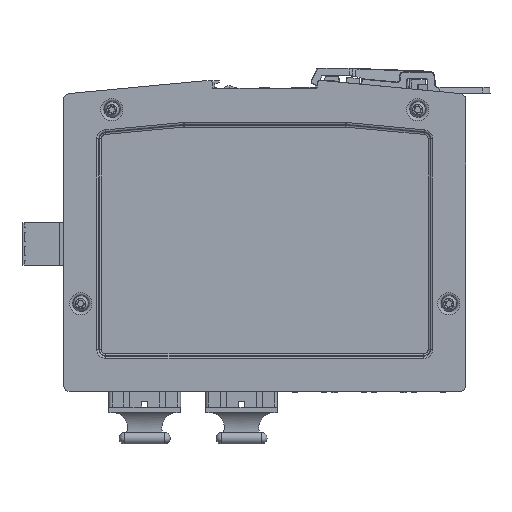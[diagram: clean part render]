
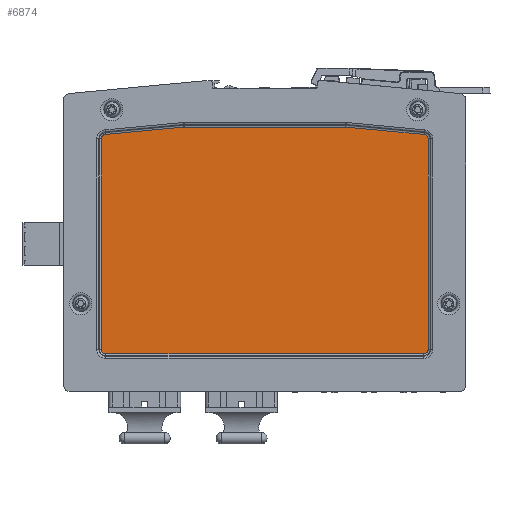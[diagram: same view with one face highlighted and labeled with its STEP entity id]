
A CAD part, top view. The second image highlights one B-rep face of the part: STEP entity #6874.
In plain terms, the highlighted planar face has unit normal (0, 0, 1).
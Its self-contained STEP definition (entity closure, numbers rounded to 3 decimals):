
#4159=CIRCLE('',#61735,1.586);
#4161=CIRCLE('',#61738,1.586);
#4166=CIRCLE('',#61746,1.586);
#4168=CIRCLE('',#61749,1.586);
#4173=CIRCLE('',#61757,1.586);
#4175=CIRCLE('',#61760,1.586);
#6874=ADVANCED_FACE('',(#11554),#9124,.T.);
#9124=PLANE('',#61769);
#11554=FACE_OUTER_BOUND('',#14934,.T.);
#14934=EDGE_LOOP('',(#28444,#28445,#28446,#28447,#28448,#28449,#28450,#28451,
#28452,#28453,#28454,#28455));
#28444=ORIENTED_EDGE('',*,*,#44957,.F.);
#28445=ORIENTED_EDGE('',*,*,#44961,.F.);
#28446=ORIENTED_EDGE('',*,*,#44966,.F.);
#28447=ORIENTED_EDGE('',*,*,#44971,.F.);
#28448=ORIENTED_EDGE('',*,*,#44976,.F.);
#28449=ORIENTED_EDGE('',*,*,#44981,.F.);
#28450=ORIENTED_EDGE('',*,*,#44983,.F.);
#28451=ORIENTED_EDGE('',*,*,#44979,.F.);
#28452=ORIENTED_EDGE('',*,*,#44974,.F.);
#28453=ORIENTED_EDGE('',*,*,#44969,.F.);
#28454=ORIENTED_EDGE('',*,*,#44964,.F.);
#28455=ORIENTED_EDGE('',*,*,#44959,.F.);
#37330=VERTEX_POINT('',#109734);
#37331=VERTEX_POINT('',#109736);
#37332=VERTEX_POINT('',#109740);
#37334=VERTEX_POINT('',#109745);
#37335=VERTEX_POINT('',#109750);
#37337=VERTEX_POINT('',#109755);
#37338=VERTEX_POINT('',#109760);
#37340=VERTEX_POINT('',#109765);
#37341=VERTEX_POINT('',#109770);
#37343=VERTEX_POINT('',#109775);
#37344=VERTEX_POINT('',#109780);
#37346=VERTEX_POINT('',#109785);
#44957=EDGE_CURVE('',#37331,#37330,#51337,.T.);
#44959=EDGE_CURVE('',#37330,#37332,#4159,.T.);
#44961=EDGE_CURVE('',#37334,#37331,#4161,.T.);
#44964=EDGE_CURVE('',#37332,#37335,#51338,.T.);
#44966=EDGE_CURVE('',#37337,#37334,#51339,.T.);
#44969=EDGE_CURVE('',#37335,#37338,#4166,.T.);
#44971=EDGE_CURVE('',#37340,#37337,#4168,.T.);
#44974=EDGE_CURVE('',#37338,#37341,#51341,.T.);
#44976=EDGE_CURVE('',#37343,#37340,#51342,.T.);
#44979=EDGE_CURVE('',#37341,#37344,#4173,.T.);
#44981=EDGE_CURVE('',#37346,#37343,#4175,.T.);
#44983=EDGE_CURVE('',#37344,#37346,#51344,.T.);
#51337=LINE('',#109737,#57136);
#51338=LINE('',#109751,#57137);
#51339=LINE('',#109756,#57138);
#51341=LINE('',#109771,#57140);
#51342=LINE('',#109776,#57141);
#51344=LINE('',#109789,#57143);
#57136=VECTOR('',#74295,1.);
#57137=VECTOR('',#74314,1.);
#57138=VECTOR('',#74319,1.);
#57140=VECTOR('',#74339,1.);
#57141=VECTOR('',#74344,1.);
#57143=VECTOR('',#74362,1.);
#61735=AXIS2_PLACEMENT_3D('',#109741,#74300,#74301);
#61738=AXIS2_PLACEMENT_3D('',#109746,#74306,#74307);
#61746=AXIS2_PLACEMENT_3D('',#109761,#74325,#74326);
#61749=AXIS2_PLACEMENT_3D('',#109766,#74331,#74332);
#61757=AXIS2_PLACEMENT_3D('',#109781,#74350,#74351);
#61760=AXIS2_PLACEMENT_3D('',#109786,#74356,#74357);
#61769=AXIS2_PLACEMENT_3D('',#109802,#74381,#74382);
#74295=DIRECTION('',(0.,-1.,0.));
#74300=DIRECTION('',(0.,0.,-1.));
#74301=DIRECTION('',(0.707,-0.707,0.));
#74306=DIRECTION('',(0.,0.,-1.));
#74307=DIRECTION('',(0.74,0.673,0.));
#74314=DIRECTION('',(-1.,0.,0.));
#74319=DIRECTION('',(0.996,-0.094,0.));
#74325=DIRECTION('',(0.,0.,-1.));
#74326=DIRECTION('',(-0.707,-0.707,0.));
#74331=DIRECTION('',(0.,0.,-1.));
#74332=DIRECTION('',(0.047,0.999,0.));
#74339=DIRECTION('',(0.,1.,0.));
#74344=DIRECTION('',(1.,0.,0.));
#74350=DIRECTION('',(0.,0.,-1.));
#74351=DIRECTION('',(-0.74,0.673,0.));
#74356=DIRECTION('',(0.,0.,-1.));
#74357=DIRECTION('',(-0.047,0.999,0.));
#74362=DIRECTION('',(0.996,0.094,0.));
#74381=DIRECTION('',(0.,0.,1.));
#74382=DIRECTION('',(1.,0.,0.));
#109734=CARTESIAN_POINT('',(57.686,-38.1,23.2));
#109736=CARTESIAN_POINT('',(57.686,36.188,23.2));
#109737=CARTESIAN_POINT('',(57.686,36.188,23.2));
#109740=CARTESIAN_POINT('',(56.1,-39.686,23.2));
#109741=CARTESIAN_POINT('',(56.1,-38.1,23.2));
#109745=CARTESIAN_POINT('',(56.249,37.767,23.2));
#109746=CARTESIAN_POINT('',(56.1,36.188,23.2));
#109750=CARTESIAN_POINT('',(-56.1,-39.686,23.2));
#109751=CARTESIAN_POINT('',(56.1,-39.686,23.2));
#109755=CARTESIAN_POINT('',(28.62,40.379,23.2));
#109756=CARTESIAN_POINT('',(28.62,40.379,23.2));
#109760=CARTESIAN_POINT('',(-57.686,-38.1,23.2));
#109761=CARTESIAN_POINT('',(-56.1,-38.1,23.2));
#109765=CARTESIAN_POINT('',(28.47,40.386,23.2));
#109766=CARTESIAN_POINT('',(28.47,38.8,23.2));
#109770=CARTESIAN_POINT('',(-57.686,36.188,23.2));
#109771=CARTESIAN_POINT('',(-57.686,-38.1,23.2));
#109775=CARTESIAN_POINT('',(-28.47,40.386,23.2));
#109776=CARTESIAN_POINT('',(-28.47,40.386,23.2));
#109780=CARTESIAN_POINT('',(-56.249,37.767,23.2));
#109781=CARTESIAN_POINT('',(-56.1,36.188,23.2));
#109785=CARTESIAN_POINT('',(-28.62,40.379,23.2));
#109786=CARTESIAN_POINT('',(-28.47,38.8,23.2));
#109789=CARTESIAN_POINT('',(-56.249,37.767,23.2));
#109802=CARTESIAN_POINT('',(0.,-0.396,23.2));
